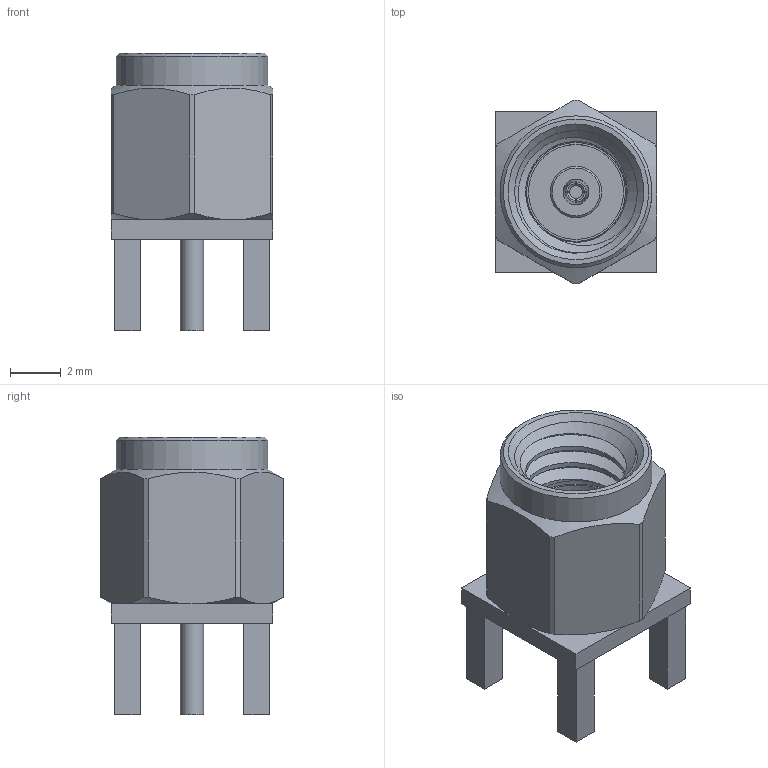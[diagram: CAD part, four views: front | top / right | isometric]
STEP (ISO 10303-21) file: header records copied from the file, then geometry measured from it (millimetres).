
FILE_DESCRIPTION (( 'STEP AP203' ), '1' );
FILE_NAME ('PE4367_3D.STEP', '2020-06-17T17:10:24', ( '' ), ( '' ), 'SwSTEP 2.0', 'SolidWorks 2018', '' );
FILE_SCHEMA (( 'CONFIG_CONTROL_DESIGN' ));
Length unit declared in the file: inch
Products named in the file (1): PE4367_3D
Bounding box: 6.35 x 7.22 x 10.92 mm (x, y, z)
Volume: 177.8 mm3; surface area: 530.1 mm2
Topology: 1 solids, 1 shells, 103 faces, 250 edges, 161 vertices
Faces by surface type: plane 65, cylinder 19, cone 15, bspline 4
Full cylindrical faces by diameter (mm): 0.508 x1, 0.914 x1, 0.977 x1, 1.016 x1, 2.032 x1, 3.048 x1, 3.734 x1, 3.886 x1, 4.826 x3, 5.969 x1
Entity records: 4216 total; most frequent: CARTESIAN_POINT 1958, ORIENTED_EDGE 442, DIRECTION 426, EDGE_CURVE 221, AXIS2_PLACEMENT_3D 157, VERTEX_POINT 150, EDGE_LOOP 127, VECTOR 112
